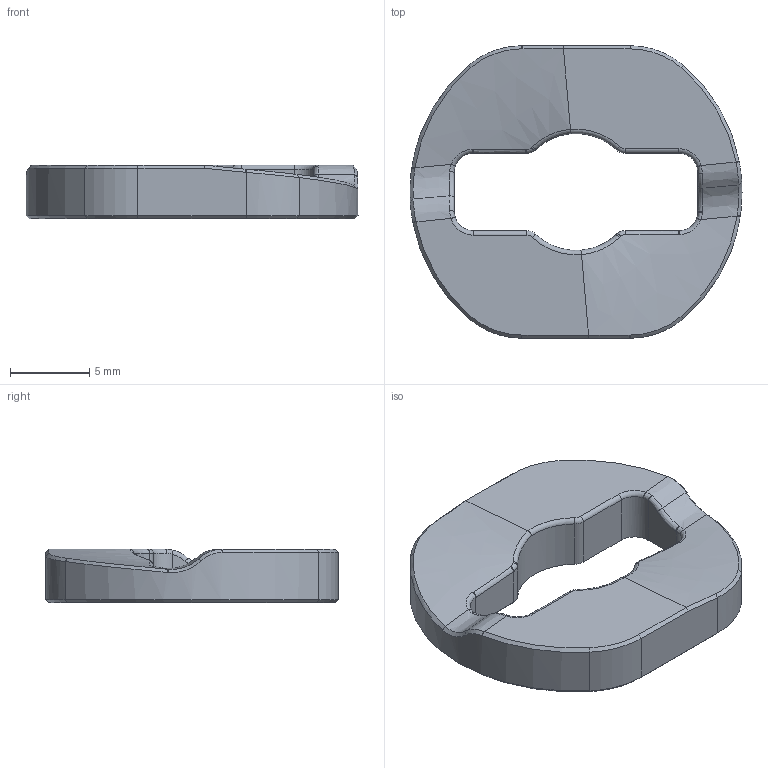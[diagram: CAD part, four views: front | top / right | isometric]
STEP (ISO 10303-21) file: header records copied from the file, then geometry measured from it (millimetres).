
FILE_DESCRIPTION (( 'STEP AP214' ), '1' );
FILE_NAME ('TC-RAMP-6MM 1.STEP', '2021-08-15T09:23:16', ( '' ), ( '' ), 'SwSTEP 2.0', 'SolidWorks 2020', '' );
FILE_SCHEMA (( 'AUTOMOTIVE_DESIGN' ));
Length unit declared in the file: millimetre
Products named in the file (1): TC-RAMP-6MM 1
Bounding box: 21 x 18.5 x 3.4 mm (x, y, z)
Volume: 751.3 mm3; surface area: 788.2 mm2
Topology: 1 solids, 1 shells, 110 faces, 282 edges, 173 vertices
Faces by surface type: bspline 48, cylinder 19, plane 19, cone 18, torus 6
Entity records: 4817 total; most frequent: CARTESIAN_POINT 1805, ORIENTED_EDGE 564, DIRECTION 346, EDGE_CURVE 282, VERTEX_POINT 173, AXIS2_PLACEMENT_3D 129, B_SPLINE_CURVE_WITH_KNOTS 125, EDGE_LOOP 111
